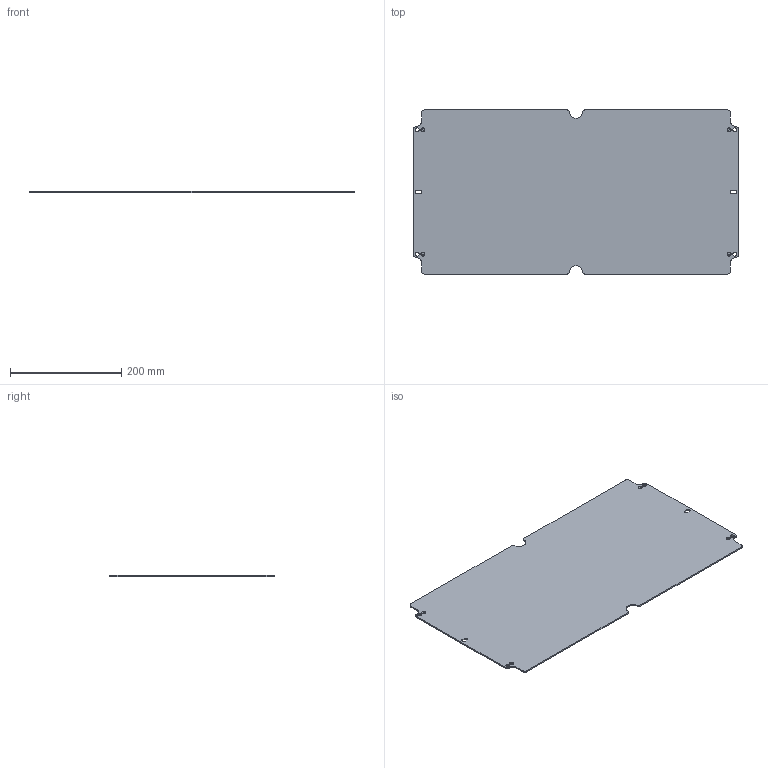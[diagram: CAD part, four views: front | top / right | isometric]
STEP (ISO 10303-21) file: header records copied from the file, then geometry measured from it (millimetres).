
FILE_DESCRIPTION (( 'STEP AP214' ), '1' );
FILE_NAME ('2370-6031-00-62.step', '2024-02-27T11:07:41', ( '' ), ( '' ), 'SwSTEP 2.0', 'SolidWorks 2019', '' );
FILE_SCHEMA (( 'AUTOMOTIVE_DESIGN' ));
Length unit declared in the file: millimetre
Products named in the file (1): 2370-6031-00-62
Bounding box: 584.5 x 294.5 x 2.5 mm (x, y, z)
Volume: 423647.7 mm3; surface area: 344380.7 mm2
Topology: 1 solids, 1 shells, 156 faces, 474 edges, 316 vertices
Faces by surface type: plane 108, cylinder 48
Entity records: 5464 total; most frequent: ORIENTED_EDGE 948, CARTESIAN_POINT 947, DIRECTION 916, EDGE_CURVE 474, VECTOR 346, LINE 346, VERTEX_POINT 316, AXIS2_PLACEMENT_3D 285
